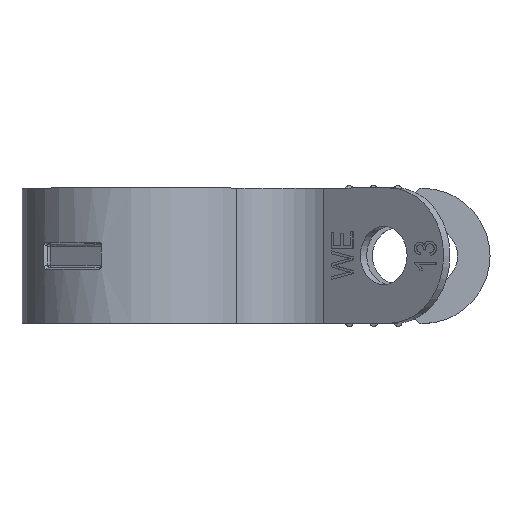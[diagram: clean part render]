
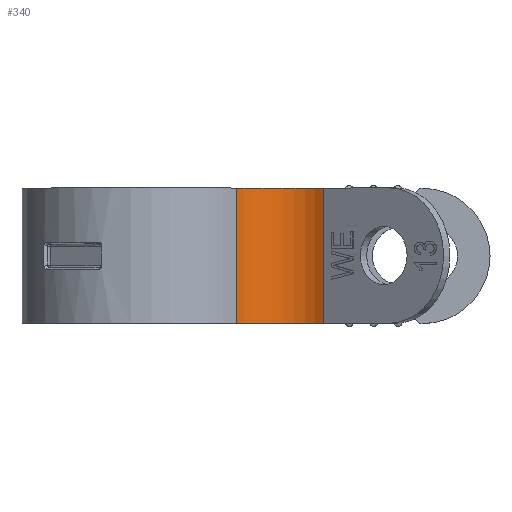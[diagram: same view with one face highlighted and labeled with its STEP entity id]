
A CAD part, top view. The second image highlights one B-rep face of the part: STEP entity #340.
In plain terms, the highlighted cylindrical face has radius 4.6 mm (diameter 9.2 mm), a partial arc.
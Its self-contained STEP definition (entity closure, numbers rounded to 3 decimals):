
#340 = ADVANCED_FACE( '', ( #847 ), #848, .F. );
#847 = FACE_OUTER_BOUND( '', #1789, .T. );
#848 = CYLINDRICAL_SURFACE( '', #1790, 4.6 );
#1789 = EDGE_LOOP( '', ( #8795, #8796, #8797, #8798 ) );
#1790 = AXIS2_PLACEMENT_3D( '', #8799, #8800, #8801 );
#8795 = ORIENTED_EDGE( '', *, *, #10523, .T. );
#8796 = ORIENTED_EDGE( '', *, *, #10638, .F. );
#8797 = ORIENTED_EDGE( '', *, *, #10639, .F. );
#8798 = ORIENTED_EDGE( '', *, *, #10640, .T. );
#8799 = CARTESIAN_POINT( '', ( 10.787, -5., 7.95 ) );
#8800 = DIRECTION( '', ( 0., -1., 0. ) );
#8801 = DIRECTION( '', ( 0., 0., 1. ) );
#10523 = EDGE_CURVE( '', #11464, #11462, #11465, .T. );
#10638 = EDGE_CURVE( '', #11653, #11462, #11654, .T. );
#10639 = EDGE_CURVE( '', #11655, #11653, #11656, .T. );
#10640 = EDGE_CURVE( '', #11655, #11464, #11657, .T. );
#11462 = VERTEX_POINT( '', #12916 );
#11464 = VERTEX_POINT( '', #12918 );
#11465 = CIRCLE( '', #12919, 4.6 );
#11653 = VERTEX_POINT( '', #13408 );
#11654 = LINE( '', #13409, #13410 );
#11655 = VERTEX_POINT( '', #13411 );
#11656 = CIRCLE( '', #13412, 4.6 );
#11657 = LINE( '', #13413, #13414 );
#12916 = CARTESIAN_POINT( '', ( 7.084, 5., 5.221 ) );
#12918 = CARTESIAN_POINT( '', ( 13.523, 5., 4.252 ) );
#12919 = AXIS2_PLACEMENT_3D( '', #15335, #15336, #15337 );
#13408 = CARTESIAN_POINT( '', ( 7.084, -5., 5.221 ) );
#13409 = CARTESIAN_POINT( '', ( 7.084, -5., 5.221 ) );
#13410 = VECTOR( '', #15450, 1000. );
#13411 = CARTESIAN_POINT( '', ( 13.523, -5., 4.252 ) );
#13412 = AXIS2_PLACEMENT_3D( '', #15451, #15452, #15453 );
#13413 = CARTESIAN_POINT( '', ( 13.523, -5., 4.252 ) );
#13414 = VECTOR( '', #15454, 1000. );
#15335 = CARTESIAN_POINT( '', ( 10.787, 5., 7.95 ) );
#15336 = DIRECTION( '', ( 0., 1., 0. ) );
#15337 = DIRECTION( '', ( 1., 0., 0. ) );
#15450 = DIRECTION( '', ( 0., 1., 0. ) );
#15451 = CARTESIAN_POINT( '', ( 10.787, -5., 7.95 ) );
#15452 = DIRECTION( '', ( 0., 1., 0. ) );
#15453 = DIRECTION( '', ( 1., 0., 0. ) );
#15454 = DIRECTION( '', ( 0., 1., 0. ) );
